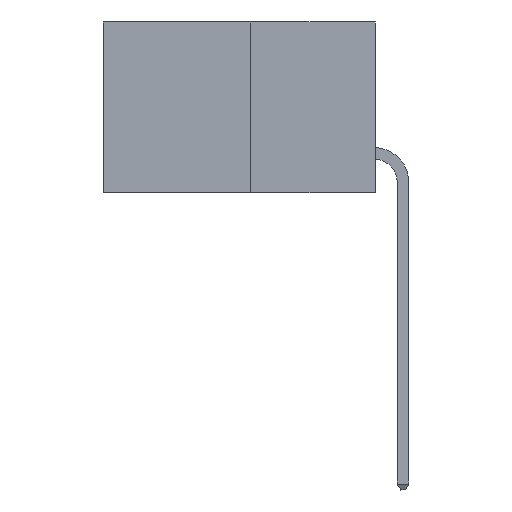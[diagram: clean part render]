
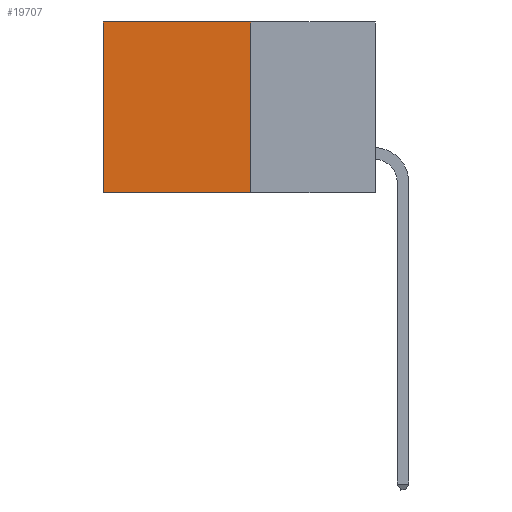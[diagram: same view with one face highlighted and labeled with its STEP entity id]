
A CAD part, left-side view. The second image highlights one B-rep face of the part: STEP entity #19707.
In plain terms, the highlighted planar face has unit normal (-1, 0, 0).
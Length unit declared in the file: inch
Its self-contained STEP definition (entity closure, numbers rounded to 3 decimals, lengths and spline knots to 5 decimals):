
#3687 = CARTESIAN_POINT ( 'NONE',  ( 0.277, 0.27, -0.37 ) ) ;
#4136 = EDGE_LOOP ( 'NONE', ( #7902, #12872, #23214, #19479 ) ) ;
#4783 = LINE ( 'NONE', #8093, #18460 ) ;
#7310 = VERTEX_POINT ( 'NONE', #15592 ) ;
#7902 = ORIENTED_EDGE ( 'NONE', *, *, #28060, .T. ) ;
#8059 = DIRECTION ( 'NONE',  ( 0., 1., 0. ) ) ;
#8093 = CARTESIAN_POINT ( 'NONE',  ( 0.277, 0.27, 0. ) ) ;
#8442 = DIRECTION ( 'NONE',  ( 0., 0., -1. ) ) ;
#9840 = LINE ( 'NONE', #16770, #16976 ) ;
#10133 = VERTEX_POINT ( 'NONE', #27621 ) ;
#10744 = EDGE_CURVE ( 'NONE', #13754, #7310, #4783, .T. ) ;
#10877 = CARTESIAN_POINT ( 'NONE',  ( 0.277, 0.27, -0.37 ) ) ;
#11325 = LINE ( 'NONE', #10877, #23384 ) ;
#12001 = FACE_OUTER_BOUND ( 'NONE', #4136, .T. ) ;
#12122 = DIRECTION ( 'NONE',  ( 1., 0., 0. ) ) ;
#12412 = CARTESIAN_POINT ( 'NONE',  ( 0.277, 0.27, -0.37 ) ) ;
#12872 = ORIENTED_EDGE ( 'NONE', *, *, #14085, .F. ) ;
#13078 = VECTOR ( 'NONE', #24402, 39.37008 ) ;
#13754 = VERTEX_POINT ( 'NONE', #28028 ) ;
#14085 = EDGE_CURVE ( 'NONE', #27248, #10133, #20275, .T. ) ;
#15592 = CARTESIAN_POINT ( 'NONE',  ( 0.277, 0.59, 0. ) ) ;
#16770 = CARTESIAN_POINT ( 'NONE',  ( 0.277, 0.59, -0.37 ) ) ;
#16976 = VECTOR ( 'NONE', #19228, 39.37008 ) ;
#18460 = VECTOR ( 'NONE', #8059, 39.37008 ) ;
#19228 = DIRECTION ( 'NONE',  ( 0., 0., -1. ) ) ;
#19479 = ORIENTED_EDGE ( 'NONE', *, *, #10744, .T. ) ;
#19707 = ADVANCED_FACE ( 'NONE', ( #12001 ), #21740, .F. ) ;
#20275 = LINE ( 'NONE', #12412, #13078 ) ;
#21740 = PLANE ( 'NONE',  #30797 ) ;
#23214 = ORIENTED_EDGE ( 'NONE', *, *, #28436, .F. ) ;
#23384 = VECTOR ( 'NONE', #8442, 39.37008 ) ;
#24402 = DIRECTION ( 'NONE',  ( 0., 1., 0. ) ) ;
#26475 = CARTESIAN_POINT ( 'NONE',  ( 0.277, 0.27, -0.37 ) ) ;
#27248 = VERTEX_POINT ( 'NONE', #3687 ) ;
#27621 = CARTESIAN_POINT ( 'NONE',  ( 0.277, 0.59, -0.37 ) ) ;
#28028 = CARTESIAN_POINT ( 'NONE',  ( 0.277, 0.27, 0. ) ) ;
#28060 = EDGE_CURVE ( 'NONE', #7310, #10133, #9840, .T. ) ;
#28436 = EDGE_CURVE ( 'NONE', #13754, #27248, #11325, .T. ) ;
#28822 = DIRECTION ( 'NONE',  ( 0., 0., -1. ) ) ;
#30797 = AXIS2_PLACEMENT_3D ( 'NONE', #26475, #12122, #28822 ) ;
